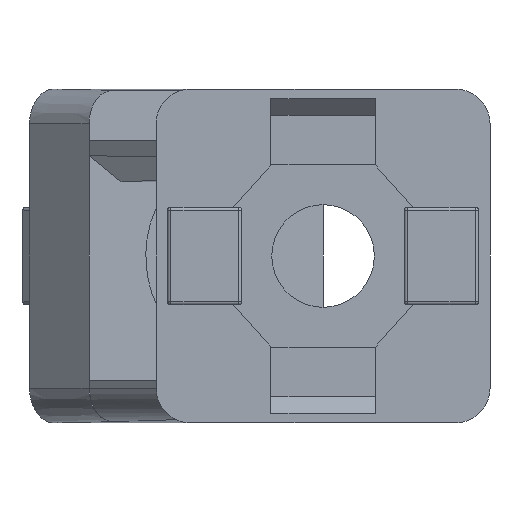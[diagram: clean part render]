
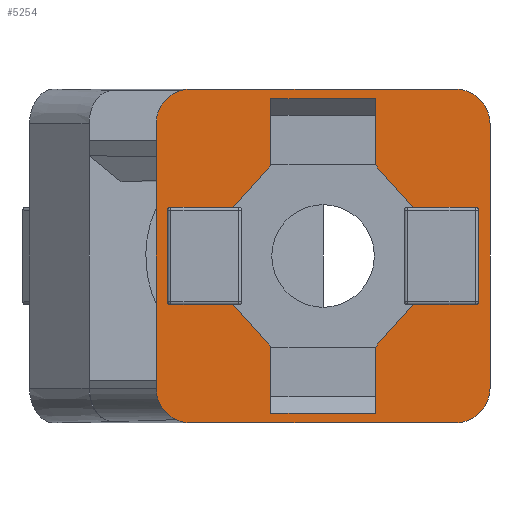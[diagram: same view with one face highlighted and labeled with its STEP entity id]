
A CAD part, front view. The second image highlights one B-rep face of the part: STEP entity #5254.
In plain terms, the highlighted planar face has unit normal (0, -1, 0).
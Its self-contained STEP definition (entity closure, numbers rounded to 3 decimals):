
#159=FACE_BOUND('',#1747,.T.);
#541=LINE('',#8826,#995);
#542=LINE('',#8830,#996);
#543=LINE('',#8834,#997);
#544=LINE('',#8837,#998);
#545=LINE('',#8840,#999);
#546=LINE('',#8842,#1000);
#547=LINE('',#8846,#1001);
#548=LINE('',#8850,#1002);
#549=LINE('',#8852,#1003);
#550=LINE('',#8854,#1004);
#551=LINE('',#8856,#1005);
#552=LINE('',#8858,#1006);
#553=LINE('',#8860,#1007);
#554=LINE('',#8862,#1008);
#555=LINE('',#8866,#1009);
#556=LINE('',#8870,#1010);
#557=LINE('',#8872,#1011);
#558=LINE('',#8874,#1012);
#559=LINE('',#8876,#1013);
#560=LINE('',#8877,#1014);
#995=VECTOR('',#6926,1000.);
#996=VECTOR('',#6929,1000.);
#997=VECTOR('',#6932,1000.);
#998=VECTOR('',#6935,1000.);
#999=VECTOR('',#6936,1000.);
#1000=VECTOR('',#6937,1000.);
#1001=VECTOR('',#6940,1000.);
#1002=VECTOR('',#6943,1000.);
#1003=VECTOR('',#6944,1000.);
#1004=VECTOR('',#6945,1000.);
#1005=VECTOR('',#6946,1000.);
#1006=VECTOR('',#6947,1000.);
#1007=VECTOR('',#6948,1000.);
#1008=VECTOR('',#6949,1000.);
#1009=VECTOR('',#6952,1000.);
#1010=VECTOR('',#6955,1000.);
#1011=VECTOR('',#6956,1000.);
#1012=VECTOR('',#6957,1000.);
#1013=VECTOR('',#6958,1000.);
#1014=VECTOR('',#6959,1000.);
#1396=FACE_OUTER_BOUND('',#1746,.T.);
#1746=EDGE_LOOP('',(#4233,#4234,#4235,#4236,#4237,#4238,#4239,#4240));
#1747=EDGE_LOOP('',(#4241,#4242,#4243,#4244,#4245,#4246,#4247,#4248,#4249,
#4250,#4251,#4252,#4253,#4254,#4255,#4256,#4257,#4258,#4259,#4260));
#2035=CIRCLE('',#5745,2.087);
#2036=CIRCLE('',#5746,2.087);
#2037=CIRCLE('',#5747,2.087);
#2038=CIRCLE('',#5748,2.087);
#2039=CIRCLE('',#5749,0.2);
#2040=CIRCLE('',#5750,0.2);
#2041=CIRCLE('',#5751,0.2);
#2042=CIRCLE('',#5752,0.2);
#2410=VERTEX_POINT('',#8822);
#2411=VERTEX_POINT('',#8823);
#2412=VERTEX_POINT('',#8825);
#2413=VERTEX_POINT('',#8827);
#2414=VERTEX_POINT('',#8829);
#2415=VERTEX_POINT('',#8831);
#2416=VERTEX_POINT('',#8833);
#2417=VERTEX_POINT('',#8835);
#2418=VERTEX_POINT('',#8838);
#2419=VERTEX_POINT('',#8839);
#2420=VERTEX_POINT('',#8841);
#2421=VERTEX_POINT('',#8843);
#2422=VERTEX_POINT('',#8845);
#2423=VERTEX_POINT('',#8847);
#2424=VERTEX_POINT('',#8849);
#2425=VERTEX_POINT('',#8851);
#2426=VERTEX_POINT('',#8853);
#2427=VERTEX_POINT('',#8855);
#2428=VERTEX_POINT('',#8857);
#2429=VERTEX_POINT('',#8859);
#2430=VERTEX_POINT('',#8861);
#2431=VERTEX_POINT('',#8863);
#2432=VERTEX_POINT('',#8865);
#2433=VERTEX_POINT('',#8867);
#2434=VERTEX_POINT('',#8869);
#2435=VERTEX_POINT('',#8871);
#2436=VERTEX_POINT('',#8873);
#2437=VERTEX_POINT('',#8875);
#3043=EDGE_CURVE('',#2410,#2411,#2035,.T.);
#3044=EDGE_CURVE('',#2412,#2410,#541,.F.);
#3045=EDGE_CURVE('',#2413,#2412,#2036,.T.);
#3046=EDGE_CURVE('',#2414,#2413,#542,.F.);
#3047=EDGE_CURVE('',#2415,#2414,#2037,.T.);
#3048=EDGE_CURVE('',#2416,#2415,#543,.F.);
#3049=EDGE_CURVE('',#2417,#2416,#2038,.T.);
#3050=EDGE_CURVE('',#2411,#2417,#544,.F.);
#3051=EDGE_CURVE('',#2418,#2419,#545,.T.);
#3052=EDGE_CURVE('',#2419,#2420,#546,.T.);
#3053=EDGE_CURVE('',#2420,#2421,#2039,.T.);
#3054=EDGE_CURVE('',#2421,#2422,#547,.T.);
#3055=EDGE_CURVE('',#2422,#2423,#2040,.T.);
#3056=EDGE_CURVE('',#2423,#2424,#548,.T.);
#3057=EDGE_CURVE('',#2424,#2425,#549,.T.);
#3058=EDGE_CURVE('',#2426,#2425,#550,.T.);
#3059=EDGE_CURVE('',#2427,#2426,#551,.T.);
#3060=EDGE_CURVE('',#2427,#2428,#552,.T.);
#3061=EDGE_CURVE('',#2428,#2429,#553,.T.);
#3062=EDGE_CURVE('',#2429,#2430,#554,.T.);
#3063=EDGE_CURVE('',#2430,#2431,#2041,.T.);
#3064=EDGE_CURVE('',#2431,#2432,#555,.T.);
#3065=EDGE_CURVE('',#2432,#2433,#2042,.T.);
#3066=EDGE_CURVE('',#2433,#2434,#556,.T.);
#3067=EDGE_CURVE('',#2434,#2435,#557,.T.);
#3068=EDGE_CURVE('',#2435,#2436,#558,.T.);
#3069=EDGE_CURVE('',#2437,#2436,#559,.T.);
#3070=EDGE_CURVE('',#2418,#2437,#560,.T.);
#4233=ORIENTED_EDGE('',*,*,#3043,.F.);
#4234=ORIENTED_EDGE('',*,*,#3044,.F.);
#4235=ORIENTED_EDGE('',*,*,#3045,.F.);
#4236=ORIENTED_EDGE('',*,*,#3046,.F.);
#4237=ORIENTED_EDGE('',*,*,#3047,.F.);
#4238=ORIENTED_EDGE('',*,*,#3048,.F.);
#4239=ORIENTED_EDGE('',*,*,#3049,.F.);
#4240=ORIENTED_EDGE('',*,*,#3050,.F.);
#4241=ORIENTED_EDGE('',*,*,#3051,.T.);
#4242=ORIENTED_EDGE('',*,*,#3052,.T.);
#4243=ORIENTED_EDGE('',*,*,#3053,.T.);
#4244=ORIENTED_EDGE('',*,*,#3054,.T.);
#4245=ORIENTED_EDGE('',*,*,#3055,.T.);
#4246=ORIENTED_EDGE('',*,*,#3056,.T.);
#4247=ORIENTED_EDGE('',*,*,#3057,.T.);
#4248=ORIENTED_EDGE('',*,*,#3058,.F.);
#4249=ORIENTED_EDGE('',*,*,#3059,.F.);
#4250=ORIENTED_EDGE('',*,*,#3060,.T.);
#4251=ORIENTED_EDGE('',*,*,#3061,.T.);
#4252=ORIENTED_EDGE('',*,*,#3062,.T.);
#4253=ORIENTED_EDGE('',*,*,#3063,.T.);
#4254=ORIENTED_EDGE('',*,*,#3064,.T.);
#4255=ORIENTED_EDGE('',*,*,#3065,.T.);
#4256=ORIENTED_EDGE('',*,*,#3066,.T.);
#4257=ORIENTED_EDGE('',*,*,#3067,.T.);
#4258=ORIENTED_EDGE('',*,*,#3068,.T.);
#4259=ORIENTED_EDGE('',*,*,#3069,.F.);
#4260=ORIENTED_EDGE('',*,*,#3070,.F.);
#5008=PLANE('',#5744);
#5254=ADVANCED_FACE('',(#1396,#159),#5008,.F.);
#5744=AXIS2_PLACEMENT_3D('',#8821,#6922,#6923);
#5745=AXIS2_PLACEMENT_3D('',#8824,#6924,#6925);
#5746=AXIS2_PLACEMENT_3D('',#8828,#6927,#6928);
#5747=AXIS2_PLACEMENT_3D('',#8832,#6930,#6931);
#5748=AXIS2_PLACEMENT_3D('',#8836,#6933,#6934);
#5749=AXIS2_PLACEMENT_3D('',#8844,#6938,#6939);
#5750=AXIS2_PLACEMENT_3D('',#8848,#6941,#6942);
#5751=AXIS2_PLACEMENT_3D('',#8864,#6950,#6951);
#5752=AXIS2_PLACEMENT_3D('',#8868,#6953,#6954);
#6922=DIRECTION('center_axis',(0.,1.,0.));
#6923=DIRECTION('ref_axis',(0.,0.,-1.));
#6924=DIRECTION('center_axis',(0.,1.,0.));
#6925=DIRECTION('ref_axis',(0.,0.,-1.));
#6926=DIRECTION('',(1.,0.,0.));
#6927=DIRECTION('center_axis',(0.,1.,0.));
#6928=DIRECTION('ref_axis',(0.,0.,-1.));
#6929=DIRECTION('',(0.,0.,1.));
#6930=DIRECTION('center_axis',(0.,1.,0.));
#6931=DIRECTION('ref_axis',(0.,0.,-1.));
#6932=DIRECTION('',(-1.,0.,0.));
#6933=DIRECTION('center_axis',(0.,1.,0.));
#6934=DIRECTION('ref_axis',(0.,0.,-1.));
#6935=DIRECTION('',(0.,0.,-1.));
#6936=DIRECTION('',(0.67,0.,-0.743));
#6937=DIRECTION('',(1.,0.,0.));
#6938=DIRECTION('center_axis',(0.,1.,0.));
#6939=DIRECTION('ref_axis',(0.,0.,-1.));
#6940=DIRECTION('',(0.,0.,-1.));
#6941=DIRECTION('center_axis',(0.,1.,0.));
#6942=DIRECTION('ref_axis',(0.,0.,-1.));
#6943=DIRECTION('',(-1.,0.,0.));
#6944=DIRECTION('',(-0.67,0.,-0.743));
#6945=DIRECTION('',(0.,0.,1.));
#6946=DIRECTION('',(1.,0.,0.));
#6947=DIRECTION('',(0.,0.,1.));
#6948=DIRECTION('',(-0.67,0.,0.743));
#6949=DIRECTION('',(-1.,0.,0.));
#6950=DIRECTION('center_axis',(0.,1.,0.));
#6951=DIRECTION('ref_axis',(0.,0.,-1.));
#6952=DIRECTION('',(0.,0.,1.));
#6953=DIRECTION('center_axis',(0.,1.,0.));
#6954=DIRECTION('ref_axis',(0.,0.,-1.));
#6955=DIRECTION('',(1.,0.,0.));
#6956=DIRECTION('',(0.67,0.,0.743));
#6957=DIRECTION('',(0.,0.,1.));
#6958=DIRECTION('',(-1.,0.,0.));
#6959=DIRECTION('',(0.,0.,1.));
#8821=CARTESIAN_POINT('Origin',(-8.,0.,-8.));
#8822=CARTESIAN_POINT('',(-8.,0.,-10.087));
#8823=CARTESIAN_POINT('',(-10.087,0.,-8.));
#8824=CARTESIAN_POINT('Origin',(-8.,0.,-8.));
#8825=CARTESIAN_POINT('',(8.,0.,-10.087));
#8826=CARTESIAN_POINT('',(-8.,0.,-10.087));
#8827=CARTESIAN_POINT('',(10.087,0.,-8.));
#8828=CARTESIAN_POINT('Origin',(8.,0.,-8.));
#8829=CARTESIAN_POINT('',(10.087,0.,8.));
#8830=CARTESIAN_POINT('',(10.087,0.,-8.));
#8831=CARTESIAN_POINT('',(8.,0.,10.087));
#8832=CARTESIAN_POINT('Origin',(8.,0.,8.));
#8833=CARTESIAN_POINT('',(-8.,0.,10.087));
#8834=CARTESIAN_POINT('',(-8.,0.,10.087));
#8835=CARTESIAN_POINT('',(-10.087,0.,8.));
#8836=CARTESIAN_POINT('Origin',(-8.,0.,8.));
#8837=CARTESIAN_POINT('',(-10.087,0.,-8.));
#8838=CARTESIAN_POINT('',(3.15,0.,5.5));
#8839=CARTESIAN_POINT('',(5.45,0.,2.95));
#8840=CARTESIAN_POINT('',(3.15,0.,5.5));
#8841=CARTESIAN_POINT('',(9.2,0.,2.95));
#8842=CARTESIAN_POINT('',(4.9,0.,2.95));
#8843=CARTESIAN_POINT('',(9.4,0.,2.75));
#8844=CARTESIAN_POINT('Origin',(9.2,0.,2.75));
#8845=CARTESIAN_POINT('',(9.4,0.,-2.75));
#8846=CARTESIAN_POINT('',(9.4,0.,2.95));
#8847=CARTESIAN_POINT('',(9.2,0.,-2.95));
#8848=CARTESIAN_POINT('Origin',(9.2,0.,-2.75));
#8849=CARTESIAN_POINT('',(5.45,0.,-2.95));
#8850=CARTESIAN_POINT('',(9.4,0.,-2.95));
#8851=CARTESIAN_POINT('',(3.15,0.,-5.5));
#8852=CARTESIAN_POINT('',(5.45,0.,-2.95));
#8853=CARTESIAN_POINT('',(3.15,0.,-9.5));
#8854=CARTESIAN_POINT('',(3.15,0.,-8.));
#8855=CARTESIAN_POINT('',(-3.15,0.,-9.5));
#8856=CARTESIAN_POINT('',(-8.,0.,-9.5));
#8857=CARTESIAN_POINT('',(-3.15,0.,-5.5));
#8858=CARTESIAN_POINT('',(-3.15,0.,-8.));
#8859=CARTESIAN_POINT('',(-5.45,0.,-2.95));
#8860=CARTESIAN_POINT('',(-3.15,0.,-5.5));
#8861=CARTESIAN_POINT('',(-9.2,0.,-2.95));
#8862=CARTESIAN_POINT('',(-4.9,0.,-2.95));
#8863=CARTESIAN_POINT('',(-9.4,0.,-2.75));
#8864=CARTESIAN_POINT('Origin',(-9.2,0.,-2.75));
#8865=CARTESIAN_POINT('',(-9.4,0.,2.75));
#8866=CARTESIAN_POINT('',(-9.4,0.,-2.95));
#8867=CARTESIAN_POINT('',(-9.2,0.,2.95));
#8868=CARTESIAN_POINT('Origin',(-9.2,0.,2.75));
#8869=CARTESIAN_POINT('',(-5.45,0.,2.95));
#8870=CARTESIAN_POINT('',(-9.4,0.,2.95));
#8871=CARTESIAN_POINT('',(-3.15,0.,5.5));
#8872=CARTESIAN_POINT('',(-5.45,0.,2.95));
#8873=CARTESIAN_POINT('',(-3.15,0.,9.5));
#8874=CARTESIAN_POINT('',(-3.15,0.,-8.));
#8875=CARTESIAN_POINT('',(3.15,0.,9.5));
#8876=CARTESIAN_POINT('',(-8.,0.,9.5));
#8877=CARTESIAN_POINT('',(3.15,0.,-8.));
